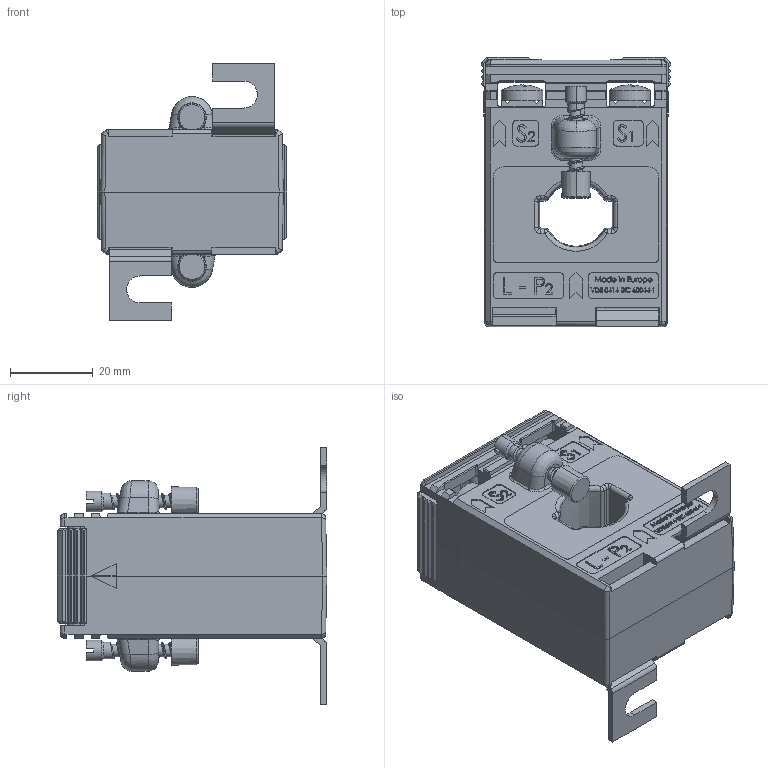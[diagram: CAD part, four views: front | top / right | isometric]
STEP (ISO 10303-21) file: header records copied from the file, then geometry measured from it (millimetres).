
FILE_DESCRIPTION (( 'STEP AP214' ), '1' );
FILE_NAME ('ASK176.3_kpl.STEP', '2012-01-23T10:59:26', ( ' ' ), ( '' ), 'SwSTEP 2.0', 'SolidWorks 2010', '' );
FILE_SCHEMA (( 'AUTOMOTIVE_DESIGN' ));
Length unit declared in the file: millimetre
Products named in the file (9): Linsenschraube DIN 7985 4.8 VZ M 5 x 10; ASK176.3_kpl; Fusswinkel_1,5; ASK176.6_11; ASK176.6_11_Gehäuseoberteil; Isolierschutzkappe; Plastite_Schraube_25_mit-Gewinde; Verschlussklappe_23mm; MBS_WN-003_04_Klemme_WN-003_02
Assembly tree (16 placements, depth 2):
  ASK176.3_kpl
    Fusswinkel_1,5  x2
    Plastite_Schraube_25_mit-Gewinde  x2
    Isolierschutzkappe  x2
    Linsenschraube DIN 7985 4.8 VZ M 5 x 10  x4
    MBS_WN-003_04_Klemme_WN-003_02  x2
    Verschlussklappe_23mm  x2
    ASK176.6_11
    ASK176.6_11_Gehäuseoberteil
Bounding box: 45.6 x 65 x 62 mm (x, y, z)
Volume: 74040.2 mm3; surface area: 31910.5 mm2
Topology: 16 solids, 16 shells, 1886 faces, 4862 edges, 3138 vertices
Faces by surface type: plane 1162, bspline 360, cylinder 256, cone 64, sphere 24, torus 20
Entity records: 69756 total; most frequent: CARTESIAN_POINT 32340, ORIENTED_EDGE 8452, DIRECTION 6237, EDGE_CURVE 4226, VECTOR 2949, LINE 2949, VERTEX_POINT 2760, EDGE_LOOP 1760
